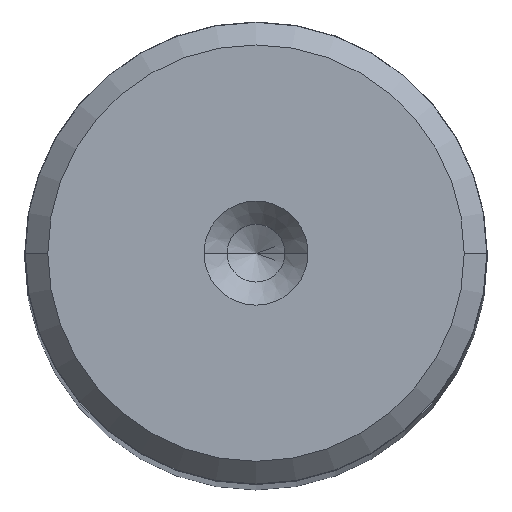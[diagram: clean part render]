
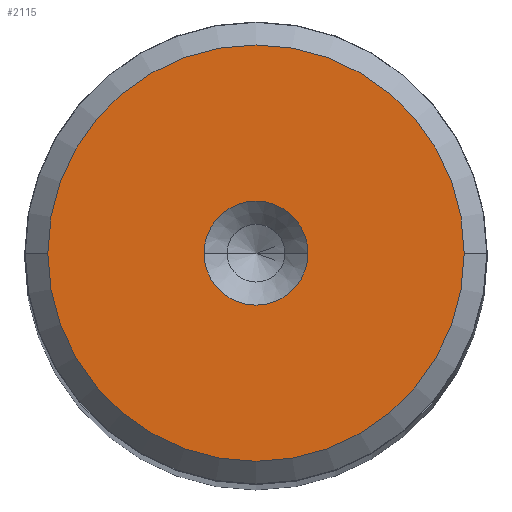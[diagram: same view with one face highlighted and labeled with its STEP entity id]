
A CAD part, top view. The second image highlights one B-rep face of the part: STEP entity #2115.
In plain terms, the highlighted planar face has unit normal (0, 0, 1).
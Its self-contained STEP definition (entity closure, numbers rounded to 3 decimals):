
#28 = DIRECTION ( 'NONE',  ( 0., 0., 1. ) ) ;
#106 = AXIS2_PLACEMENT_3D ( 'NONE', #2486, #1046, #2509 ) ;
#208 = DIRECTION ( 'NONE',  ( 1., 0., 0. ) ) ;
#214 = CARTESIAN_POINT ( 'NONE',  ( 2.25, 0., 140. ) ) ;
#238 = DIRECTION ( 'NONE',  ( 0., 0., 1. ) ) ;
#296 = ORIENTED_EDGE ( 'NONE', *, *, #1919, .T. ) ;
#433 = CARTESIAN_POINT ( 'NONE',  ( 0., 0., 140. ) ) ;
#446 = CIRCLE ( 'NONE', #693, 2.25 ) ;
#502 = AXIS2_PLACEMENT_3D ( 'NONE', #591, #2445, #208 ) ;
#545 = DIRECTION ( 'NONE',  ( 1., 0., 0. ) ) ;
#563 = ORIENTED_EDGE ( 'NONE', *, *, #2323, .F. ) ;
#591 = CARTESIAN_POINT ( 'NONE',  ( 0., 0., 140. ) ) ;
#652 = CARTESIAN_POINT ( 'NONE',  ( 0., 0., 140. ) ) ;
#693 = AXIS2_PLACEMENT_3D ( 'NONE', #1583, #2616, #545 ) ;
#704 = VERTEX_POINT ( 'NONE', #2101 ) ;
#933 = FACE_BOUND ( 'NONE', #2001, .T. ) ;
#948 = ORIENTED_EDGE ( 'NONE', *, *, #1483, .F. ) ;
#1046 = DIRECTION ( 'NONE',  ( 0., 0., 1. ) ) ;
#1135 = EDGE_CURVE ( 'NONE', #1946, #704, #1891, .T. ) ;
#1193 = VERTEX_POINT ( 'NONE', #214 ) ;
#1236 = DIRECTION ( 'NONE',  ( 1., 0., 0. ) ) ;
#1290 = VERTEX_POINT ( 'NONE', #1885 ) ;
#1318 = EDGE_LOOP ( 'NONE', ( #2240, #296 ) ) ;
#1483 = EDGE_CURVE ( 'NONE', #1193, #1290, #446, .T. ) ;
#1583 = CARTESIAN_POINT ( 'NONE',  ( 0., 0., 140. ) ) ;
#1716 = CIRCLE ( 'NONE', #502, 2.25 ) ;
#1850 = PLANE ( 'NONE',  #106 ) ;
#1868 = DIRECTION ( 'NONE',  ( 1., 0., 0. ) ) ;
#1885 = CARTESIAN_POINT ( 'NONE',  ( -2.25, 0., 140. ) ) ;
#1891 = CIRCLE ( 'NONE', #2258, 9.009 ) ;
#1919 = EDGE_CURVE ( 'NONE', #704, #1946, #1987, .T. ) ;
#1946 = VERTEX_POINT ( 'NONE', #2508 ) ;
#1987 = CIRCLE ( 'NONE', #2050, 9.009 ) ;
#2001 = EDGE_LOOP ( 'NONE', ( #948, #563 ) ) ;
#2050 = AXIS2_PLACEMENT_3D ( 'NONE', #652, #238, #1868 ) ;
#2101 = CARTESIAN_POINT ( 'NONE',  ( 9.009, 0., 140. ) ) ;
#2115 = ADVANCED_FACE ( 'NONE', ( #933, #2278 ), #1850, .T. ) ;
#2240 = ORIENTED_EDGE ( 'NONE', *, *, #1135, .T. ) ;
#2258 = AXIS2_PLACEMENT_3D ( 'NONE', #433, #28, #1236 ) ;
#2278 = FACE_OUTER_BOUND ( 'NONE', #1318, .T. ) ;
#2323 = EDGE_CURVE ( 'NONE', #1290, #1193, #1716, .T. ) ;
#2445 = DIRECTION ( 'NONE',  ( 0., 0., 1. ) ) ;
#2486 = CARTESIAN_POINT ( 'NONE',  ( 0., 0., 140. ) ) ;
#2508 = CARTESIAN_POINT ( 'NONE',  ( -9.009, 0., 140. ) ) ;
#2509 = DIRECTION ( 'NONE',  ( 1., 0., 0. ) ) ;
#2616 = DIRECTION ( 'NONE',  ( 0., 0., 1. ) ) ;
